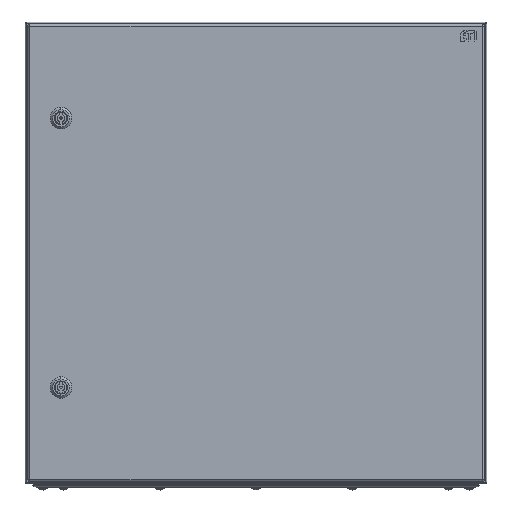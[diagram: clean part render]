
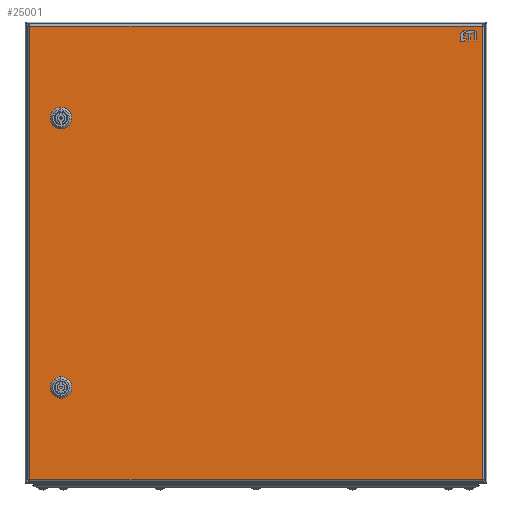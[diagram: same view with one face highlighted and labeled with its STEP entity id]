
A CAD part, front view. The second image highlights one B-rep face of the part: STEP entity #25001.
In plain terms, the highlighted face is planar.
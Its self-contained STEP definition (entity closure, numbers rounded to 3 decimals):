
#23949=DIRECTION('',(0.,-1.,0.));
#23950=VECTOR('',#23949,588.4);
#23951=CARTESIAN_POINT('',(294.5,294.2,0.));
#23952=LINE('',#23951,#23950);
#24001=DIRECTION('',(-1.,0.,0.));
#24002=VECTOR('',#24001,589.);
#24003=CARTESIAN_POINT('',(294.5,-294.2,0.));
#24004=LINE('',#24003,#24002);
#24046=DIRECTION('',(0.,1.,0.));
#24047=VECTOR('',#24046,588.4);
#24048=CARTESIAN_POINT('',(-294.5,-294.2,0.));
#24049=LINE('',#24048,#24047);
#24060=CARTESIAN_POINT('',(-175.,-253.7,0.));
#24061=DIRECTION('',(0.,0.,-1.));
#24062=DIRECTION('',(-0.893,0.449,0.));
#24063=AXIS2_PLACEMENT_3D('',#24060,#24061,#24062);
#24068=CARTESIAN_POINT('',(-175.,-253.7,0.));
#24069=DIRECTION('',(0.,0.,-1.));
#24070=DIRECTION('',(0.449,0.893,0.));
#24071=AXIS2_PLACEMENT_3D('',#24068,#24069,#24070);
#24076=CARTESIAN_POINT('',(-175.,-253.7,0.));
#24077=DIRECTION('',(0.,0.,-1.));
#24078=DIRECTION('',(0.893,-0.449,0.));
#24079=AXIS2_PLACEMENT_3D('',#24076,#24077,#24078);
#24084=CARTESIAN_POINT('',(-175.,-253.7,0.));
#24085=DIRECTION('',(0.,0.,-1.));
#24086=DIRECTION('',(-0.449,-0.893,0.));
#24087=AXIS2_PLACEMENT_3D('',#24084,#24085,#24086);
#24092=CARTESIAN_POINT('',(175.,-253.7,0.));
#24093=DIRECTION('',(0.,0.,-1.));
#24094=DIRECTION('',(-0.449,-0.893,0.));
#24095=AXIS2_PLACEMENT_3D('',#24092,#24093,#24094);
#24100=CARTESIAN_POINT('',(175.,-253.7,0.));
#24101=DIRECTION('',(0.,0.,-1.));
#24102=DIRECTION('',(-0.893,0.449,0.));
#24103=AXIS2_PLACEMENT_3D('',#24100,#24101,#24102);
#24108=CARTESIAN_POINT('',(175.,-253.7,0.));
#24109=DIRECTION('',(0.,0.,-1.));
#24110=DIRECTION('',(0.449,0.893,0.));
#24111=AXIS2_PLACEMENT_3D('',#24108,#24109,#24110);
#24116=CARTESIAN_POINT('',(175.,-253.7,0.));
#24117=DIRECTION('',(0.,0.,-1.));
#24118=DIRECTION('',(0.893,-0.449,0.));
#24119=AXIS2_PLACEMENT_3D('',#24116,#24117,#24118);
#24131=DIRECTION('',(1.,0.,0.));
#24132=VECTOR('',#24131,589.);
#24133=CARTESIAN_POINT('',(-294.5,294.2,0.));
#24134=LINE('',#24133,#24132);
#24464=DIRECTION('',(1.,0.,0.));
#24465=VECTOR('',#24464,10.111);
#24466=CARTESIAN_POINT('',(169.944,-263.75,0.));
#24467=LINE('',#24466,#24465);
#24485=DIRECTION('',(0.,-1.,0.));
#24486=VECTOR('',#24485,10.111);
#24487=CARTESIAN_POINT('',(164.95,-248.644,0.));
#24488=LINE('',#24487,#24486);
#24506=DIRECTION('',(-1.,0.,0.));
#24507=VECTOR('',#24506,10.111);
#24508=CARTESIAN_POINT('',(180.056,-243.65,0.));
#24509=LINE('',#24508,#24507);
#24527=DIRECTION('',(0.,1.,0.));
#24528=VECTOR('',#24527,10.111);
#24529=CARTESIAN_POINT('',(185.05,-258.756,0.));
#24530=LINE('',#24529,#24528);
#24534=DIRECTION('',(0.,-1.,0.));
#24535=VECTOR('',#24534,10.111);
#24536=CARTESIAN_POINT('',(-185.05,-248.644,0.));
#24537=LINE('',#24536,#24535);
#24555=DIRECTION('',(1.,0.,0.));
#24556=VECTOR('',#24555,10.111);
#24557=CARTESIAN_POINT('',(-180.056,-263.75,0.));
#24558=LINE('',#24557,#24556);
#24576=DIRECTION('',(0.,1.,0.));
#24577=VECTOR('',#24576,10.111);
#24578=CARTESIAN_POINT('',(-164.95,-258.756,0.));
#24579=LINE('',#24578,#24577);
#24597=DIRECTION('',(-1.,0.,0.));
#24598=VECTOR('',#24597,10.111);
#24599=CARTESIAN_POINT('',(-169.944,-243.65,0.));
#24600=LINE('',#24599,#24598);
#24690=CARTESIAN_POINT('',(-185.05,-248.644,0.));
#24691=VERTEX_POINT('',#24690);
#24692=CARTESIAN_POINT('',(-185.05,-258.756,0.));
#24693=VERTEX_POINT('',#24692);
#24694=CARTESIAN_POINT('',(-180.056,-243.65,0.));
#24695=VERTEX_POINT('',#24694);
#24696=CARTESIAN_POINT('',(-169.944,-243.65,0.));
#24697=VERTEX_POINT('',#24696);
#24698=CARTESIAN_POINT('',(-164.95,-248.644,0.));
#24699=VERTEX_POINT('',#24698);
#24700=CARTESIAN_POINT('',(-164.95,-258.756,0.));
#24701=VERTEX_POINT('',#24700);
#24702=CARTESIAN_POINT('',(-169.944,-263.75,0.));
#24703=VERTEX_POINT('',#24702);
#24704=CARTESIAN_POINT('',(-180.056,-263.75,0.));
#24705=VERTEX_POINT('',#24704);
#24706=CARTESIAN_POINT('',(294.5,-294.2,0.));
#24707=CARTESIAN_POINT('',(-294.5,-294.2,0.));
#24708=VERTEX_POINT('',#24706);
#24709=VERTEX_POINT('',#24707);
#24710=CARTESIAN_POINT('',(294.5,294.2,0.));
#24711=VERTEX_POINT('',#24710);
#24712=CARTESIAN_POINT('',(-294.5,294.2,0.));
#24713=VERTEX_POINT('',#24712);
#24714=CARTESIAN_POINT('',(169.944,-263.75,0.));
#24715=CARTESIAN_POINT('',(180.056,-263.75,0.));
#24716=VERTEX_POINT('',#24714);
#24717=VERTEX_POINT('',#24715);
#24718=CARTESIAN_POINT('',(164.95,-258.756,0.));
#24719=VERTEX_POINT('',#24718);
#24720=CARTESIAN_POINT('',(164.95,-248.644,0.));
#24721=VERTEX_POINT('',#24720);
#24722=CARTESIAN_POINT('',(169.944,-243.65,0.));
#24723=VERTEX_POINT('',#24722);
#24724=CARTESIAN_POINT('',(180.056,-243.65,0.));
#24725=VERTEX_POINT('',#24724);
#24726=CARTESIAN_POINT('',(185.05,-248.644,0.));
#24727=VERTEX_POINT('',#24726);
#24728=CARTESIAN_POINT('',(185.05,-258.756,0.));
#24729=VERTEX_POINT('',#24728);
#24953=CARTESIAN_POINT('',(0.,0.,0.));
#24954=DIRECTION('',(0.,0.,-1.));
#24955=DIRECTION('',(-1.,0.,0.));
#24956=AXIS2_PLACEMENT_3D('',#24953,#24954,#24955);
#24957=PLANE('',#24956);
#24958=ORIENTED_EDGE('',*,*,#24892,.F.);
#24959=ORIENTED_EDGE('',*,*,#24838,.F.);
#24961=ORIENTED_EDGE('',*,*,#24960,.F.);
#24962=ORIENTED_EDGE('',*,*,#24943,.F.);
#24963=EDGE_LOOP('',(#24958,#24959,#24961,#24962));
#24964=FACE_OUTER_BOUND('',#24963,.F.);
#24966=ORIENTED_EDGE('',*,*,#24965,.T.);
#24968=ORIENTED_EDGE('',*,*,#24967,.F.);
#24970=ORIENTED_EDGE('',*,*,#24969,.T.);
#24972=ORIENTED_EDGE('',*,*,#24971,.F.);
#24974=ORIENTED_EDGE('',*,*,#24973,.T.);
#24976=ORIENTED_EDGE('',*,*,#24975,.F.);
#24978=ORIENTED_EDGE('',*,*,#24977,.T.);
#24980=ORIENTED_EDGE('',*,*,#24979,.F.);
#24981=EDGE_LOOP('',(#24966,#24968,#24970,#24972,#24974,#24976,#24978,#24980));
#24982=FACE_BOUND('',#24981,.F.);
#24984=ORIENTED_EDGE('',*,*,#24983,.F.);
#24986=ORIENTED_EDGE('',*,*,#24985,.T.);
#24988=ORIENTED_EDGE('',*,*,#24987,.F.);
#24990=ORIENTED_EDGE('',*,*,#24989,.T.);
#24992=ORIENTED_EDGE('',*,*,#24991,.F.);
#24994=ORIENTED_EDGE('',*,*,#24993,.T.);
#24996=ORIENTED_EDGE('',*,*,#24995,.F.);
#24998=ORIENTED_EDGE('',*,*,#24997,.T.);
#24999=EDGE_LOOP('',(#24984,#24986,#24988,#24990,#24992,#24994,#24996,#24998));
#25000=FACE_BOUND('',#24999,.F.);
#24064=CIRCLE('',#24063,11.25);
#24072=CIRCLE('',#24071,11.25);
#24080=CIRCLE('',#24079,11.25);
#24088=CIRCLE('',#24087,11.25);
#24096=CIRCLE('',#24095,11.25);
#24104=CIRCLE('',#24103,11.25);
#24112=CIRCLE('',#24111,11.25);
#24120=CIRCLE('',#24119,11.25);
#24838=EDGE_CURVE('',#24711,#24708,#23952,.T.);
#24892=EDGE_CURVE('',#24708,#24709,#24004,.T.);
#24943=EDGE_CURVE('',#24709,#24713,#24049,.T.);
#24960=EDGE_CURVE('',#24713,#24711,#24134,.T.);
#24965=EDGE_CURVE('',#24691,#24695,#24064,.T.);
#24967=EDGE_CURVE('',#24697,#24695,#24600,.T.);
#24969=EDGE_CURVE('',#24697,#24699,#24072,.T.);
#24971=EDGE_CURVE('',#24701,#24699,#24579,.T.);
#24973=EDGE_CURVE('',#24701,#24703,#24080,.T.);
#24975=EDGE_CURVE('',#24705,#24703,#24558,.T.);
#24977=EDGE_CURVE('',#24705,#24693,#24088,.T.);
#24979=EDGE_CURVE('',#24691,#24693,#24537,.T.);
#24983=EDGE_CURVE('',#24716,#24717,#24467,.T.);
#24985=EDGE_CURVE('',#24716,#24719,#24096,.T.);
#24987=EDGE_CURVE('',#24721,#24719,#24488,.T.);
#24989=EDGE_CURVE('',#24721,#24723,#24104,.T.);
#24991=EDGE_CURVE('',#24725,#24723,#24509,.T.);
#24993=EDGE_CURVE('',#24725,#24727,#24112,.T.);
#24995=EDGE_CURVE('',#24729,#24727,#24530,.T.);
#24997=EDGE_CURVE('',#24729,#24717,#24120,.T.);
#25001=ADVANCED_FACE('',(#24964,#24982,#25000),#24957,.T.);
